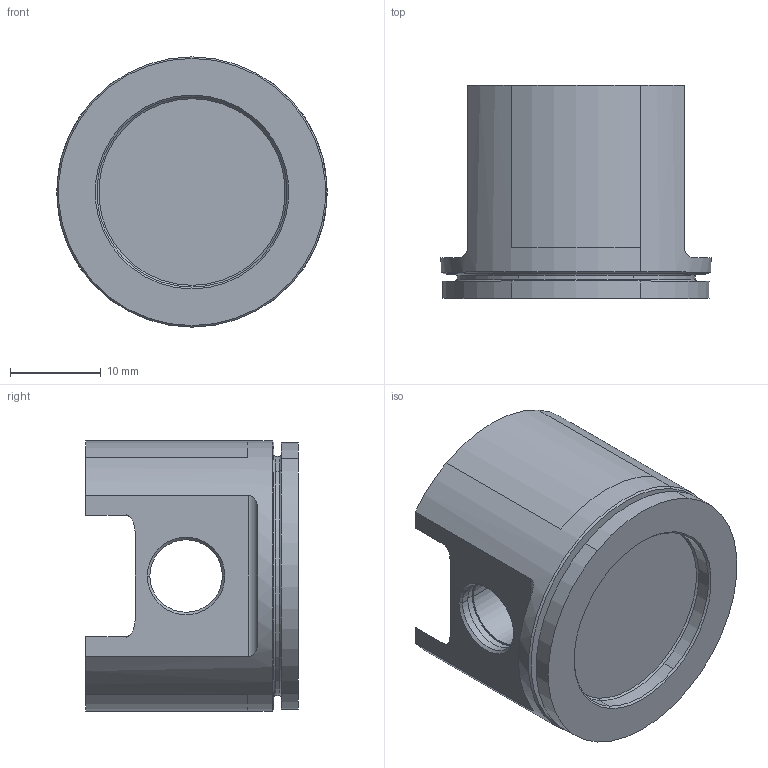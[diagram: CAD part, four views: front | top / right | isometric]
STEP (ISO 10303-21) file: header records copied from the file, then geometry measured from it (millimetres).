
FILE_DESCRIPTION(('CATIA V5 STEP Exchange'),'2;1');
FILE_NAME('Piston titane.stp','2020-02-26T22:01:50+00:00',('none'),('none'),'CATIA Version 5 Release 20 GA (IN-10)','CATIA V5 STEP AP203','none');
FILE_SCHEMA(('CONFIG_CONTROL_DESIGN'));
Length unit declared in the file: millimetre
Products named in the file (1): Part1
Bounding box: 29.85 x 23.5 x 29.85 mm (x, y, z)
Volume: 7430.4 mm3; surface area: 5066 mm2
Topology: 1 solids, 1 shells, 98 faces, 250 edges, 158 vertices
Faces by surface type: cylinder 48, plane 22, cone 16, torus 8, sphere 4
Entity records: 2893 total; most frequent: CARTESIAN_POINT 660, ORIENTED_EDGE 492, DIRECTION 362, EDGE_CURVE 246, AXIS2_PLACEMENT_3D 194, VERTEX_POINT 158, CIRCLE 128, EDGE_LOOP 110
